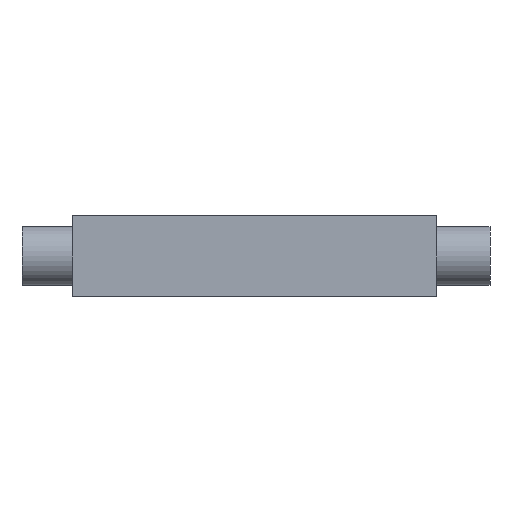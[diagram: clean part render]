
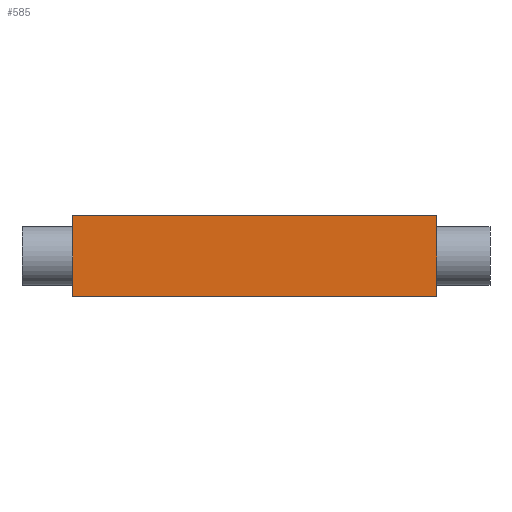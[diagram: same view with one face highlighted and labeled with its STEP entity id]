
A CAD part, left-side view. The second image highlights one B-rep face of the part: STEP entity #585.
In plain terms, the highlighted planar face has unit normal (-1, 0, 0).
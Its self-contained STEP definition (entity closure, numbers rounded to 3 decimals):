
#57=FACE_OUTER_BOUND('',#93,.T.);
#93=EDGE_LOOP('',(#393,#394,#395,#396));
#133=LINE('',#882,#193);
#134=LINE('',#884,#194);
#135=LINE('',#886,#195);
#136=LINE('',#887,#196);
#193=VECTOR('',#700,7.125);
#194=VECTOR('',#701,7.125);
#195=VECTOR('',#702,7.125);
#196=VECTOR('',#703,7.125);
#253=VERTEX_POINT('',#880);
#254=VERTEX_POINT('',#881);
#255=VERTEX_POINT('',#883);
#256=VERTEX_POINT('',#885);
#309=EDGE_CURVE('',#253,#254,#133,.T.);
#310=EDGE_CURVE('',#254,#255,#134,.T.);
#311=EDGE_CURVE('',#255,#256,#135,.T.);
#312=EDGE_CURVE('',#256,#253,#136,.T.);
#393=ORIENTED_EDGE('',*,*,#309,.T.);
#394=ORIENTED_EDGE('',*,*,#310,.T.);
#395=ORIENTED_EDGE('',*,*,#311,.T.);
#396=ORIENTED_EDGE('',*,*,#312,.T.);
#561=PLANE('',#636);
#585=ADVANCED_FACE('',(#57),#561,.T.);
#636=AXIS2_PLACEMENT_3D('',#879,#698,#699);
#698=DIRECTION('center_axis',(-1.,0.,0.));
#699=DIRECTION('ref_axis',(0.,0.,1.));
#700=DIRECTION('',(0.,-1.,0.));
#701=DIRECTION('',(0.,0.,1.));
#702=DIRECTION('',(0.,1.,0.));
#703=DIRECTION('',(0.,0.,-1.));
#879=CARTESIAN_POINT('Origin',(31.429,-48.012,0.15));
#880=CARTESIAN_POINT('',(31.429,-48.012,0.15));
#881=CARTESIAN_POINT('',(31.429,-60.837,0.15));
#882=CARTESIAN_POINT('',(31.429,-60.837,0.15));
#883=CARTESIAN_POINT('',(31.429,-60.837,3.));
#884=CARTESIAN_POINT('',(31.429,-60.837,0.15));
#885=CARTESIAN_POINT('',(31.429,-48.012,3.));
#886=CARTESIAN_POINT('',(31.429,-60.837,3.));
#887=CARTESIAN_POINT('',(31.429,-48.012,0.15));
